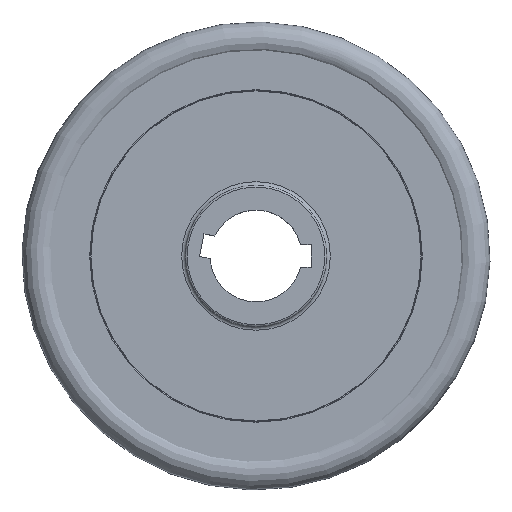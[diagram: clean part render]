
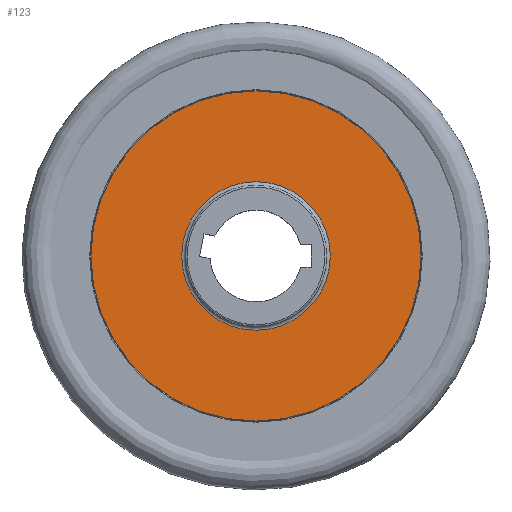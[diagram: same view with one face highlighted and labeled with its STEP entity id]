
A CAD part, top view. The second image highlights one B-rep face of the part: STEP entity #123.
In plain terms, the highlighted planar face has unit normal (0, 0, 1).
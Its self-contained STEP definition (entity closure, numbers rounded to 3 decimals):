
#123=ADVANCED_FACE('',(#169,#170),#145,.T.);
#145=PLANE('',#472);
#169=FACE_BOUND('',#210,.T.);
#170=FACE_BOUND('',#211,.T.);
#210=EDGE_LOOP('',(#276));
#211=EDGE_LOOP('',(#277));
#276=ORIENTED_EDGE('',*,*,#386,.T.);
#277=ORIENTED_EDGE('',*,*,#387,.T.);
#347=VERTEX_POINT('',#695);
#348=VERTEX_POINT('',#697);
#386=EDGE_CURVE('',#347,#347,#412,.T.);
#387=EDGE_CURVE('',#348,#348,#413,.T.);
#412=CIRCLE('',#470,41.1);
#413=CIRCLE('',#471,91.335);
#470=AXIS2_PLACEMENT_3D('',#694,#567,#568);
#471=AXIS2_PLACEMENT_3D('',#696,#569,#570);
#472=AXIS2_PLACEMENT_3D('',#698,#571,#572);
#567=DIRECTION('',(0.,0.,-1.));
#568=DIRECTION('',(1.,0.,0.));
#569=DIRECTION('',(0.,0.,1.));
#570=DIRECTION('',(1.,0.,0.));
#571=DIRECTION('',(0.,0.,1.));
#572=DIRECTION('',(-1.,0.,0.));
#694=CARTESIAN_POINT('',(0.,0.,-4.85));
#695=CARTESIAN_POINT('',(41.1,0.,-4.85));
#696=CARTESIAN_POINT('',(0.,0.,-4.85));
#697=CARTESIAN_POINT('',(91.335,0.,-4.85));
#698=CARTESIAN_POINT('',(91.44,0.,-4.85));
